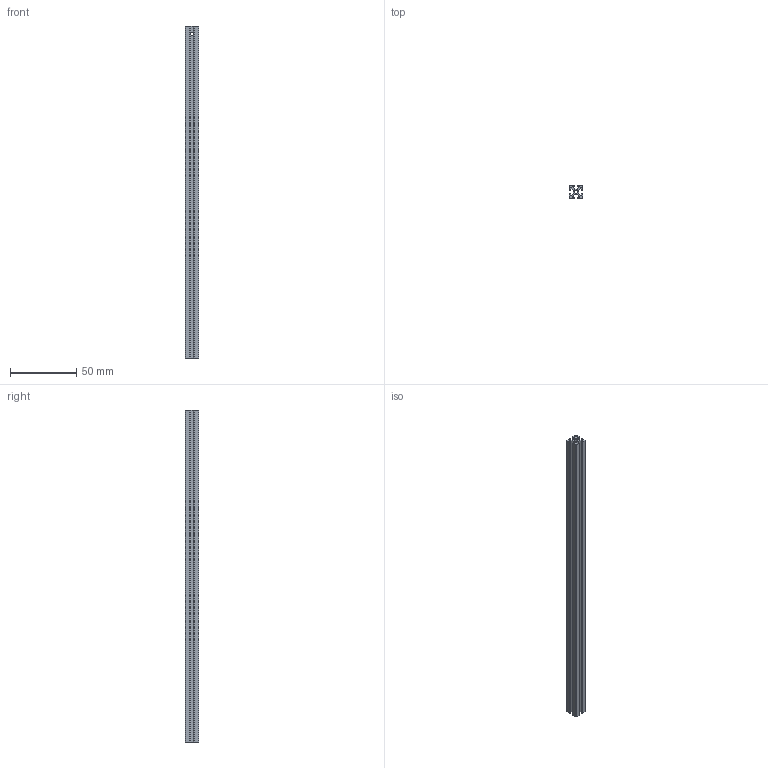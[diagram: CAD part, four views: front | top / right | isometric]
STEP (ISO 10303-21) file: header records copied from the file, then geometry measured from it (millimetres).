
FILE_DESCRIPTION(/* description */ (''),/* implementation_level */ '2;1');
FILE_NAME(/* name */ 'MAKERBEAM_L250_AF2.step',/* time_stamp */ '2023-01-07T19:03:50+01:00',/* author */ (''),/* organization */ (''),/* preprocessor_version */ 'ST-DEVELOPER v19.2',/* originating_system */ 'Autodesk Translation Framework v11.17.0.187',/* authorisation */ '');
FILE_SCHEMA (('AUTOMOTIVE_DESIGN { 1 0 10303 214 3 1 1 }'));
Length unit declared in the file: millimetre
Products named in the file (1): MAKERBEAM_L250_AF2
Bounding box: 10 x 10 x 250 mm (x, y, z)
Volume: 12131.7 mm3; surface area: 21313.8 mm2
Topology: 1 solids, 1 shells, 72 faces, 216 edges, 142 vertices
Faces by surface type: plane 40, cylinder 32
Full cylindrical faces by diameter (mm): 2.5 x4
Entity records: 2496 total; most frequent: DIRECTION 434, ORIENTED_EDGE 432, CARTESIAN_POINT 431, EDGE_CURVE 216, AXIS2_PLACEMENT_3D 145, LINE 144, VECTOR 144, VERTEX_POINT 142
